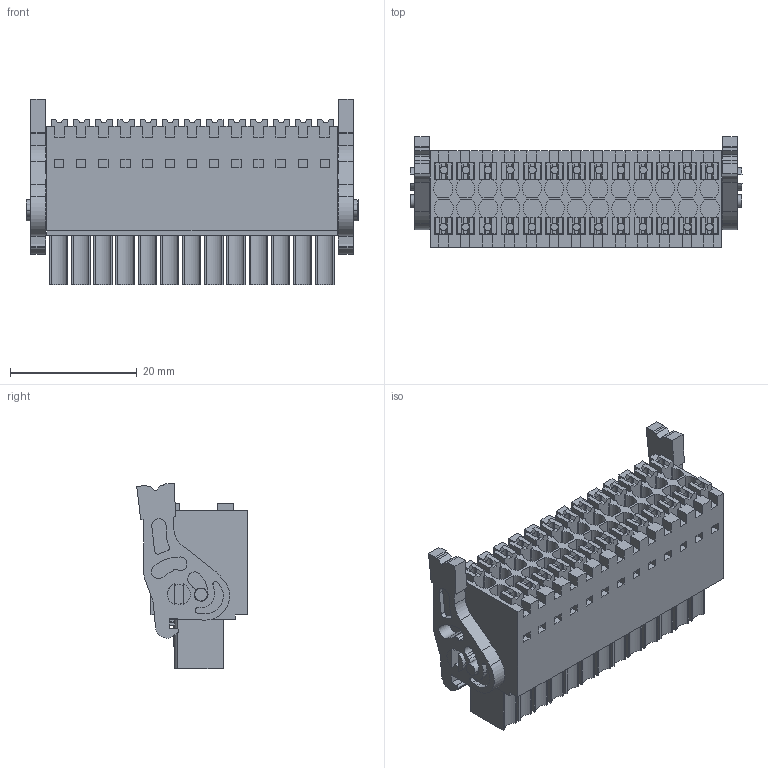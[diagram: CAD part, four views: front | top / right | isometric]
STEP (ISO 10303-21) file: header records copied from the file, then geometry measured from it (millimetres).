
FILE_DESCRIPTION(('CATIA V5 STEP Exchange','CAx-IF Rec.Pracs.--- Model Styling and Organization---1.2---2011-12-15'),'2;1');
FILE_NAME ('D1450515_0', '2017-05-29T07:22:24+00:00', ('none'), ('Weidmueller'), 'CATIA Version 5-6 Release 2014', 'CATIA V5 STEP AP214', 'none');
FILE_SCHEMA(('AUTOMOTIVE_DESIGN { 1 0 10303 214 1 1 1 1 }'));
Length unit declared in the file: millimetre
Products named in the file (1): 1278350000
Bounding box: 52.4 x 17.45 x 29.28 mm (x, y, z)
Volume: 13832.1 mm3; surface area: 10732.8 mm2
Topology: 29 solids, 29 shells, 1530 faces, 4287 edges, 2866 vertices
Faces by surface type: plane 1290, cylinder 196, extrusion 44
Entity records: 48898 total; most frequent: CARTESIAN_POINT 10380, ORIENTED_EDGE 8574, DIRECTION 5970, EDGE_CURVE 4287, VECTOR 3583, LINE 3539, VERTEX_POINT 2866, EDGE_LOOP 1645
